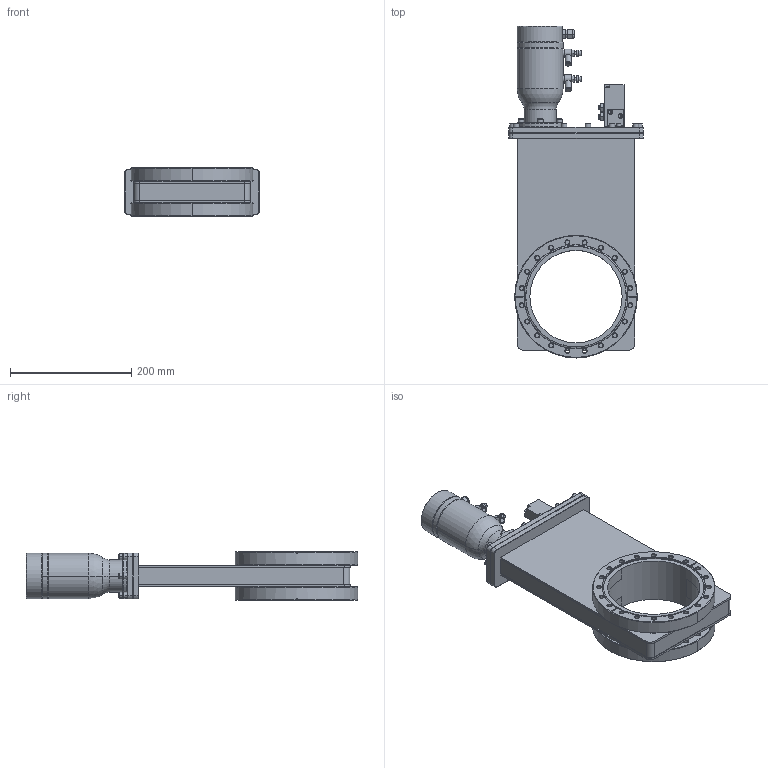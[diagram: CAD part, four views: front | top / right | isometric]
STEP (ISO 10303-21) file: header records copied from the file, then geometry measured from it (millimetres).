
FILE_DESCRIPTION((''),'2;1');
FILE_NAME('11212-0600R','2011-01-26T',('jd'),(''),'PRO/ENGINEER BY PARAMETRIC TECHNOLOGY CORPORATION, 2010280','PRO/ENGINEER BY PARAMETRIC TECHNOLOGY CORPORATION, 2010280','');
FILE_SCHEMA(('CONFIG_CONTROL_DESIGN'));
Length unit declared in the file: inch
Products named in the file (1): 11212-0600R
Bounding box: 222.25 x 548.08 x 80.39 mm (x, y, z)
Volume: 3351870.2 mm3; surface area: 344355.8 mm2
Topology: 1 solids, 47 shells, 1004 faces, 2342 edges, 1486 vertices
Faces by surface type: plane 453, cylinder 313, cone 220, torus 16, sphere 2
Entity records: 29516 total; most frequent: CARTESIAN_POINT 6309, DIRECTION 5029, ORIENTED_EDGE 4492, EDGE_CURVE 2342, AXIS2_PLACEMENT_3D 1934, VERTEX_POINT 1486, VECTOR 1161, LINE 1161
